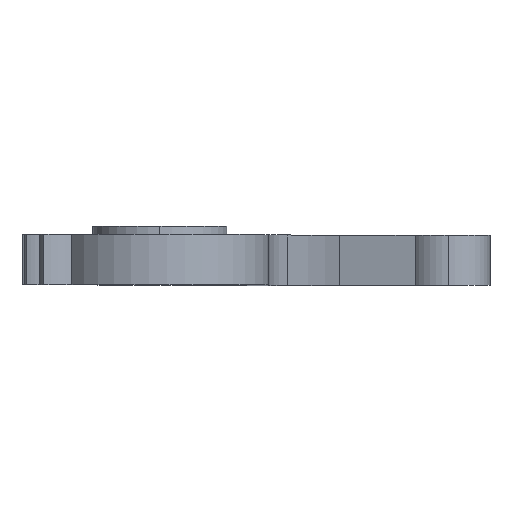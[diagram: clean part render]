
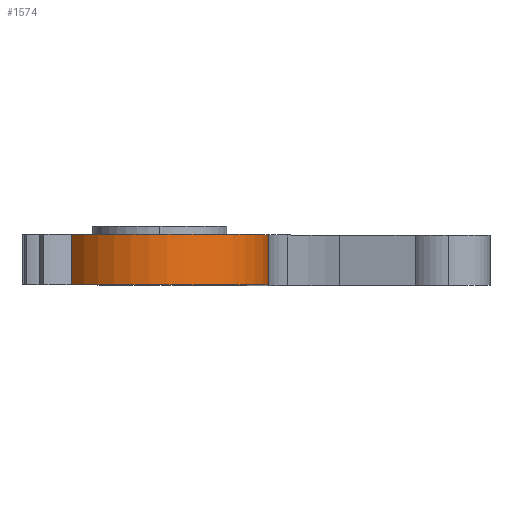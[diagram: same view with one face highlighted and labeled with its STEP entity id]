
A CAD part, top view. The second image highlights one B-rep face of the part: STEP entity #1574.
In plain terms, the highlighted cylindrical face has radius 13 mm (diameter 26 mm), a partial arc.
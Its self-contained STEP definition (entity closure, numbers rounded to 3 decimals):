
#7 = ORIENTED_EDGE ( 'NONE', *, *, #404, .T. ) ;
#48 = VERTEX_POINT ( 'NONE', #684 ) ;
#111 = AXIS2_PLACEMENT_3D ( 'NONE', #1477, #1238, #296 ) ;
#162 = EDGE_CURVE ( 'NONE', #1037, #1313, #1241, .T. ) ;
#169 = VECTOR ( 'NONE', #438, 1000. ) ;
#196 = CIRCLE ( 'NONE', #111, 13. ) ;
#233 = EDGE_LOOP ( 'NONE', ( #631, #884, #7, #1465 ) ) ;
#268 = DIRECTION ( 'NONE',  ( 0., -1., 0. ) ) ;
#296 = DIRECTION ( 'NONE',  ( 0., 0., 1. ) ) ;
#404 = EDGE_CURVE ( 'NONE', #48, #1313, #692, .T. ) ;
#438 = DIRECTION ( 'NONE',  ( 0., -1., 0. ) ) ;
#459 = EDGE_CURVE ( 'NONE', #1543, #1037, #196, .T. ) ;
#470 = EDGE_CURVE ( 'NONE', #1543, #48, #1505, .T. ) ;
#531 = CARTESIAN_POINT ( 'NONE',  ( 4.499, 6., 57.663 ) ) ;
#631 = ORIENTED_EDGE ( 'NONE', *, *, #459, .F. ) ;
#684 = CARTESIAN_POINT ( 'NONE',  ( 4.499, 0., 57.663 ) ) ;
#692 = CIRCLE ( 'NONE', #1652, 13. ) ;
#781 = AXIS2_PLACEMENT_3D ( 'NONE', #924, #268, #931 ) ;
#825 = VECTOR ( 'NONE', #1381, 1000. ) ;
#884 = ORIENTED_EDGE ( 'NONE', *, *, #470, .T. ) ;
#924 = CARTESIAN_POINT ( 'NONE',  ( 15., 6., 50. ) ) ;
#931 = DIRECTION ( 'NONE',  ( 0., 0., -1. ) ) ;
#1037 = VERTEX_POINT ( 'NONE', #1397 ) ;
#1108 = CARTESIAN_POINT ( 'NONE',  ( 4.499, 6., 57.663 ) ) ;
#1124 = CARTESIAN_POINT ( 'NONE',  ( 15., 0., 50. ) ) ;
#1145 = CARTESIAN_POINT ( 'NONE',  ( 28., 6., 50. ) ) ;
#1229 = DIRECTION ( 'NONE',  ( 0., 0., 1. ) ) ;
#1238 = DIRECTION ( 'NONE',  ( 0., 1., 0. ) ) ;
#1241 = LINE ( 'NONE', #1145, #825 ) ;
#1311 = FACE_OUTER_BOUND ( 'NONE', #233, .T. ) ;
#1313 = VERTEX_POINT ( 'NONE', #1494 ) ;
#1318 = CYLINDRICAL_SURFACE ( 'NONE', #781, 13. ) ;
#1381 = DIRECTION ( 'NONE',  ( 0., -1., 0. ) ) ;
#1388 = DIRECTION ( 'NONE',  ( 0., 1., 0. ) ) ;
#1397 = CARTESIAN_POINT ( 'NONE',  ( 28., 6., 50. ) ) ;
#1465 = ORIENTED_EDGE ( 'NONE', *, *, #162, .F. ) ;
#1477 = CARTESIAN_POINT ( 'NONE',  ( 15., 6., 50. ) ) ;
#1494 = CARTESIAN_POINT ( 'NONE',  ( 28., 0., 50. ) ) ;
#1505 = LINE ( 'NONE', #1108, #169 ) ;
#1543 = VERTEX_POINT ( 'NONE', #531 ) ;
#1574 = ADVANCED_FACE ( 'NONE', ( #1311 ), #1318, .T. ) ;
#1652 = AXIS2_PLACEMENT_3D ( 'NONE', #1124, #1388, #1229 ) ;
